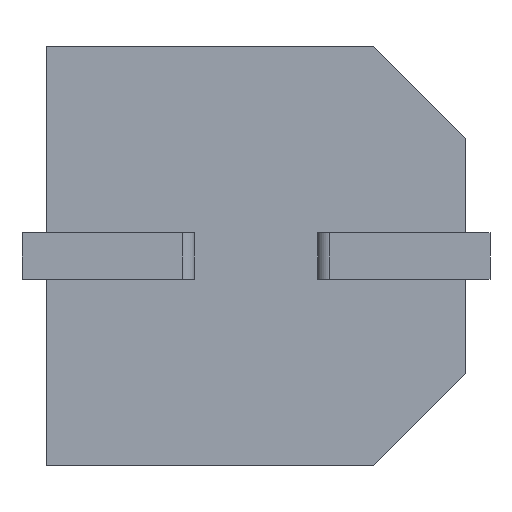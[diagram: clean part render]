
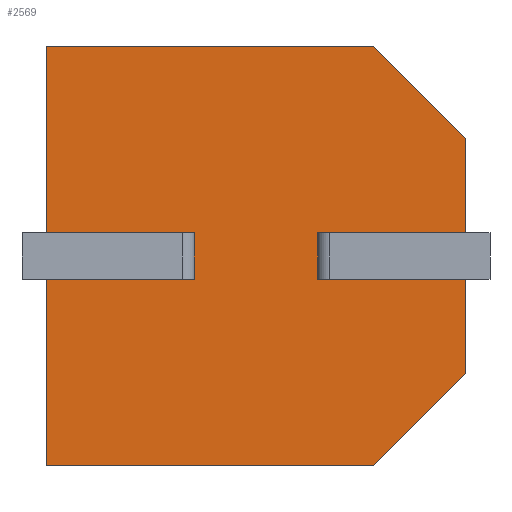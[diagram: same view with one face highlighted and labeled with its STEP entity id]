
A CAD part, front view. The second image highlights one B-rep face of the part: STEP entity #2569.
In plain terms, the highlighted planar face has unit normal (0, -1, 0).
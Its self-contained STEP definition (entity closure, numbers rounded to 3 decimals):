
#41 = LINE ( 'NONE', #3122, #2005 ) ;
#91 = CARTESIAN_POINT ( 'NONE',  ( 2.4, 0., -3.775 ) ) ;
#93 = ORIENTED_EDGE ( 'NONE', *, *, #1021, .F. ) ;
#127 = EDGE_CURVE ( 'NONE', #567, #2839, #205, .T. ) ;
#177 = VERTEX_POINT ( 'NONE', #2462 ) ;
#205 = LINE ( 'NONE', #2180, #1263 ) ;
#238 = CARTESIAN_POINT ( 'NONE',  ( 0., 0., -6.8 ) ) ;
#251 = EDGE_CURVE ( 'NONE', #2987, #1377, #2399, .T. ) ;
#392 = CARTESIAN_POINT ( 'NONE',  ( 2.4, 0., -3.775 ) ) ;
#402 = LINE ( 'NONE', #392, #765 ) ;
#413 = VERTEX_POINT ( 'NONE', #2592 ) ;
#448 = VERTEX_POINT ( 'NONE', #851 ) ;
#493 = CARTESIAN_POINT ( 'NONE',  ( 4.4, 0., -3.775 ) ) ;
#567 = VERTEX_POINT ( 'NONE', #2116 ) ;
#599 = VERTEX_POINT ( 'NONE', #1168 ) ;
#615 = CARTESIAN_POINT ( 'NONE',  ( 2.4, 0., -3.775 ) ) ;
#661 = EDGE_CURVE ( 'NONE', #1106, #448, #2478, .T. ) ;
#701 = DIRECTION ( 'NONE',  ( 0.707, 0., 0.707 ) ) ;
#762 = CARTESIAN_POINT ( 'NONE',  ( 0., 0., 0. ) ) ;
#765 = VECTOR ( 'NONE', #2099, 1000. ) ;
#785 = VECTOR ( 'NONE', #2419, 1000. ) ;
#788 = PLANE ( 'NONE',  #3017 ) ;
#802 = DIRECTION ( 'NONE',  ( 0., 0., 1. ) ) ;
#851 = CARTESIAN_POINT ( 'NONE',  ( 5.301, 0., -6.8 ) ) ;
#867 = LINE ( 'NONE', #1625, #1444 ) ;
#878 = VERTEX_POINT ( 'NONE', #1676 ) ;
#910 = EDGE_CURVE ( 'NONE', #567, #413, #2618, .T. ) ;
#993 = ORIENTED_EDGE ( 'NONE', *, *, #1470, .T. ) ;
#1021 = EDGE_CURVE ( 'NONE', #177, #878, #41, .T. ) ;
#1039 = CARTESIAN_POINT ( 'NONE',  ( 4.4, 0., -3.025 ) ) ;
#1054 = VECTOR ( 'NONE', #701, 1000. ) ;
#1061 = ORIENTED_EDGE ( 'NONE', *, *, #910, .T. ) ;
#1065 = ORIENTED_EDGE ( 'NONE', *, *, #1635, .T. ) ;
#1075 = EDGE_CURVE ( 'NONE', #1377, #878, #1433, .T. ) ;
#1106 = VERTEX_POINT ( 'NONE', #1436 ) ;
#1115 = VECTOR ( 'NONE', #1365, 1000. ) ;
#1137 = EDGE_CURVE ( 'NONE', #2987, #599, #2267, .T. ) ;
#1168 = CARTESIAN_POINT ( 'NONE',  ( 6.8, 0., -3.775 ) ) ;
#1170 = VECTOR ( 'NONE', #802, 1000. ) ;
#1189 = CARTESIAN_POINT ( 'NONE',  ( 4.4, 0., -3.775 ) ) ;
#1263 = VECTOR ( 'NONE', #2416, 1000. ) ;
#1270 = VERTEX_POINT ( 'NONE', #1678 ) ;
#1317 = VERTEX_POINT ( 'NONE', #2959 ) ;
#1334 = VECTOR ( 'NONE', #2772, 1000. ) ;
#1349 = VERTEX_POINT ( 'NONE', #2251 ) ;
#1365 = DIRECTION ( 'NONE',  ( 1., 0., 0. ) ) ;
#1377 = VERTEX_POINT ( 'NONE', #1039 ) ;
#1407 = EDGE_CURVE ( 'NONE', #599, #1270, #2226, .T. ) ;
#1409 = DIRECTION ( 'NONE',  ( 0., 0., -1. ) ) ;
#1433 = LINE ( 'NONE', #2155, #1115 ) ;
#1436 = CARTESIAN_POINT ( 'NONE',  ( 0., 0., -6.8 ) ) ;
#1444 = VECTOR ( 'NONE', #1867, 1000. ) ;
#1470 = EDGE_CURVE ( 'NONE', #177, #2839, #2914, .T. ) ;
#1545 = VECTOR ( 'NONE', #2691, 1000. ) ;
#1548 = LINE ( 'NONE', #2160, #1054 ) ;
#1603 = VERTEX_POINT ( 'NONE', #615 ) ;
#1604 = VECTOR ( 'NONE', #1820, 1000. ) ;
#1625 = CARTESIAN_POINT ( 'NONE',  ( 0., 0., 0. ) ) ;
#1635 = EDGE_CURVE ( 'NONE', #1603, #1317, #402, .T. ) ;
#1676 = CARTESIAN_POINT ( 'NONE',  ( 6.8, 0., -3.025 ) ) ;
#1678 = CARTESIAN_POINT ( 'NONE',  ( 6.8, 0., -5.301 ) ) ;
#1689 = ORIENTED_EDGE ( 'NONE', *, *, #1137, .F. ) ;
#1729 = DIRECTION ( 'NONE',  ( 0., 1., 0. ) ) ;
#1737 = LINE ( 'NONE', #2086, #3146 ) ;
#1753 = DIRECTION ( 'NONE',  ( 0., 0., 1. ) ) ;
#1805 = LINE ( 'NONE', #91, #1170 ) ;
#1820 = DIRECTION ( 'NONE',  ( -0.707, 0., 0.707 ) ) ;
#1867 = DIRECTION ( 'NONE',  ( 0., 0., -1. ) ) ;
#1875 = VECTOR ( 'NONE', #2458, 1000. ) ;
#1921 = CARTESIAN_POINT ( 'NONE',  ( 0., 0., 0. ) ) ;
#1985 = ORIENTED_EDGE ( 'NONE', *, *, #661, .T. ) ;
#1994 = ORIENTED_EDGE ( 'NONE', *, *, #251, .T. ) ;
#2005 = VECTOR ( 'NONE', #1409, 1000. ) ;
#2026 = ORIENTED_EDGE ( 'NONE', *, *, #2620, .F. ) ;
#2034 = CARTESIAN_POINT ( 'NONE',  ( 5.301, 0., 0. ) ) ;
#2050 = DIRECTION ( 'NONE',  ( 0., 0., -1. ) ) ;
#2062 = ORIENTED_EDGE ( 'NONE', *, *, #2364, .T. ) ;
#2086 = CARTESIAN_POINT ( 'NONE',  ( 2.4, 0., -3.025 ) ) ;
#2099 = DIRECTION ( 'NONE',  ( -1., 0., 0. ) ) ;
#2116 = CARTESIAN_POINT ( 'NONE',  ( 0., 0., 0. ) ) ;
#2155 = CARTESIAN_POINT ( 'NONE',  ( 4.4, 0., -3.025 ) ) ;
#2160 = CARTESIAN_POINT ( 'NONE',  ( 6.8, 0., -5.301 ) ) ;
#2180 = CARTESIAN_POINT ( 'NONE',  ( 0., 0., 0. ) ) ;
#2226 = LINE ( 'NONE', #2806, #2652 ) ;
#2251 = CARTESIAN_POINT ( 'NONE',  ( 2.4, 0., -3.025 ) ) ;
#2267 = LINE ( 'NONE', #1189, #785 ) ;
#2306 = ORIENTED_EDGE ( 'NONE', *, *, #1407, .F. ) ;
#2317 = DIRECTION ( 'NONE',  ( -1., 0., 0. ) ) ;
#2364 = EDGE_CURVE ( 'NONE', #1317, #1106, #867, .T. ) ;
#2399 = LINE ( 'NONE', #3000, #1334 ) ;
#2416 = DIRECTION ( 'NONE',  ( 1., 0., 0. ) ) ;
#2419 = DIRECTION ( 'NONE',  ( 1., 0., 0. ) ) ;
#2430 = ORIENTED_EDGE ( 'NONE', *, *, #2716, .F. ) ;
#2458 = DIRECTION ( 'NONE',  ( 1., 0., 0. ) ) ;
#2459 = EDGE_CURVE ( 'NONE', #448, #1270, #1548, .T. ) ;
#2462 = CARTESIAN_POINT ( 'NONE',  ( 6.8, 0., -1.499 ) ) ;
#2478 = LINE ( 'NONE', #238, #1875 ) ;
#2569 = ADVANCED_FACE ( 'NONE', ( #3074 ), #788, .F. ) ;
#2592 = CARTESIAN_POINT ( 'NONE',  ( 0., 0., -3.025 ) ) ;
#2600 = EDGE_LOOP ( 'NONE', ( #1689, #1994, #3092, #93, #993, #2730, #1061, #2430, #2026, #1065, #2062, #1985, #2866, #2306 ) ) ;
#2618 = LINE ( 'NONE', #1921, #1545 ) ;
#2620 = EDGE_CURVE ( 'NONE', #1603, #1349, #1805, .T. ) ;
#2652 = VECTOR ( 'NONE', #2050, 1000. ) ;
#2691 = DIRECTION ( 'NONE',  ( 0., 0., -1. ) ) ;
#2716 = EDGE_CURVE ( 'NONE', #1349, #413, #1737, .T. ) ;
#2730 = ORIENTED_EDGE ( 'NONE', *, *, #127, .F. ) ;
#2772 = DIRECTION ( 'NONE',  ( 0., 0., 1. ) ) ;
#2806 = CARTESIAN_POINT ( 'NONE',  ( 6.8, 0., 0. ) ) ;
#2809 = CARTESIAN_POINT ( 'NONE',  ( 5.301, 0., 0. ) ) ;
#2839 = VERTEX_POINT ( 'NONE', #2809 ) ;
#2866 = ORIENTED_EDGE ( 'NONE', *, *, #2459, .T. ) ;
#2914 = LINE ( 'NONE', #2034, #1604 ) ;
#2959 = CARTESIAN_POINT ( 'NONE',  ( 0., 0., -3.775 ) ) ;
#2987 = VERTEX_POINT ( 'NONE', #493 ) ;
#3000 = CARTESIAN_POINT ( 'NONE',  ( 4.4, 0., -3.775 ) ) ;
#3017 = AXIS2_PLACEMENT_3D ( 'NONE', #762, #1729, #1753 ) ;
#3074 = FACE_OUTER_BOUND ( 'NONE', #2600, .T. ) ;
#3092 = ORIENTED_EDGE ( 'NONE', *, *, #1075, .T. ) ;
#3122 = CARTESIAN_POINT ( 'NONE',  ( 6.8, 0., 0. ) ) ;
#3146 = VECTOR ( 'NONE', #2317, 1000. ) ;
